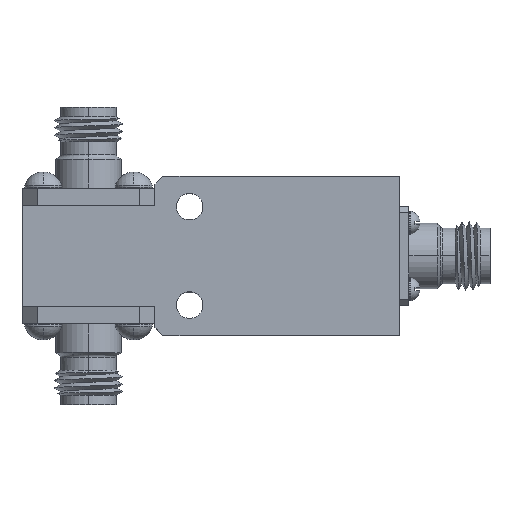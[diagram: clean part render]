
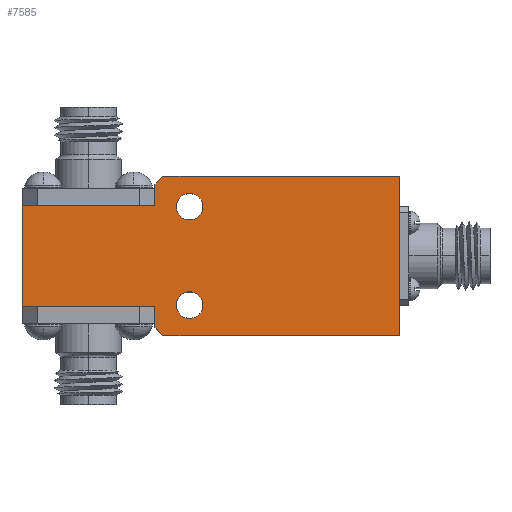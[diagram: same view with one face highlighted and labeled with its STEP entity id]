
A CAD part, top view. The second image highlights one B-rep face of the part: STEP entity #7585.
In plain terms, the highlighted planar face has unit normal (0, 0, 1).
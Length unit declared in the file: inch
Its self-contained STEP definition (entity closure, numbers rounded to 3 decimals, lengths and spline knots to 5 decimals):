
#78 = LINE ( 'NONE', #11753, #5090 ) ;
#95 = ORIENTED_EDGE ( 'NONE', *, *, #12599, .T. ) ;
#141 = EDGE_CURVE ( 'NONE', #4014, #6319, #11879, .T. ) ;
#297 = DIRECTION ( 'NONE',  ( -0.707, -0.707, 0. ) ) ;
#354 = VECTOR ( 'NONE', #6505, 39.37008 ) ;
#363 = EDGE_CURVE ( 'NONE', #11618, #419, #13646, .T. ) ;
#419 = VERTEX_POINT ( 'NONE', #12264 ) ;
#423 = EDGE_CURVE ( 'NONE', #4819, #14472, #8491, .T. ) ;
#529 = LINE ( 'NONE', #6816, #6254 ) ;
#788 = ORIENTED_EDGE ( 'NONE', *, *, #1431, .T. ) ;
#847 = VECTOR ( 'NONE', #6979, 39.37008 ) ;
#1431 = EDGE_CURVE ( 'NONE', #419, #14136, #78, .T. ) ;
#1571 = ORIENTED_EDGE ( 'NONE', *, *, #9591, .T. ) ;
#2044 = DIRECTION ( 'NONE',  ( -1., 0., 0. ) ) ;
#2262 = CARTESIAN_POINT ( 'NONE',  ( -0.71, 0.19, 0.5 ) ) ;
#2544 = ORIENTED_EDGE ( 'NONE', *, *, #141, .T. ) ;
#2571 = VERTEX_POINT ( 'NONE', #11474 ) ;
#2641 = CARTESIAN_POINT ( 'NONE',  ( -0.21, 0.19, 0.5 ) ) ;
#2667 = DIRECTION ( 'NONE',  ( 0., 0., 1. ) ) ;
#2783 = VERTEX_POINT ( 'NONE', #4410 ) ;
#2857 = ORIENTED_EDGE ( 'NONE', *, *, #8505, .T. ) ;
#2994 = LINE ( 'NONE', #3725, #14723 ) ;
#3186 = CIRCLE ( 'NONE', #3518, 0.05 ) ;
#3240 = CIRCLE ( 'NONE', #10658, 0.05 ) ;
#3287 = DIRECTION ( 'NONE',  ( 1., 0., 0. ) ) ;
#3518 = AXIS2_PLACEMENT_3D ( 'NONE', #5494, #13440, #7772 ) ;
#3642 = ORIENTED_EDGE ( 'NONE', *, *, #12298, .T. ) ;
#3644 = CARTESIAN_POINT ( 'NONE',  ( -0.71, 0.19, 0.5 ) ) ;
#3725 = CARTESIAN_POINT ( 'NONE',  ( -0.21, 0.19, 0.5 ) ) ;
#3913 = EDGE_CURVE ( 'NONE', #5588, #5642, #3240, .T. ) ;
#3933 = LINE ( 'NONE', #9899, #354 ) ;
#4014 = VERTEX_POINT ( 'NONE', #12176 ) ;
#4239 = CARTESIAN_POINT ( 'NONE',  ( -0.08, -0.185, 0.5 ) ) ;
#4354 = DIRECTION ( 'NONE',  ( 0., -1., 0. ) ) ;
#4400 = ORIENTED_EDGE ( 'NONE', *, *, #363, .T. ) ;
#4410 = CARTESIAN_POINT ( 'NONE',  ( -0.03, -0.185, 0.5 ) ) ;
#4442 = DIRECTION ( 'NONE',  ( 0., 0., 1. ) ) ;
#4445 = CARTESIAN_POINT ( 'NONE',  ( -0.08, 0.185, 0.5 ) ) ;
#4452 = FACE_OUTER_BOUND ( 'NONE', #4564, .T. ) ;
#4564 = EDGE_LOOP ( 'NONE', ( #1571, #95, #6130, #2857, #4400, #788, #3642, #12530, #10854, #2544 ) ) ;
#4614 = LINE ( 'NONE', #6533, #6192 ) ;
#4635 = DIRECTION ( 'NONE',  ( 0.707, -0.707, 0. ) ) ;
#4774 = ORIENTED_EDGE ( 'NONE', *, *, #10091, .F. ) ;
#4819 = VERTEX_POINT ( 'NONE', #14712 ) ;
#4821 = CIRCLE ( 'NONE', #6922, 0.05 ) ;
#4953 = DIRECTION ( 'NONE',  ( 1., 0., 0. ) ) ;
#5090 = VECTOR ( 'NONE', #4953, 39.37008 ) ;
#5107 = VECTOR ( 'NONE', #4354, 39.37008 ) ;
#5149 = FACE_BOUND ( 'NONE', #7125, .T. ) ;
#5494 = CARTESIAN_POINT ( 'NONE',  ( -0.08, -0.185, 0.5 ) ) ;
#5588 = VERTEX_POINT ( 'NONE', #14192 ) ;
#5642 = VERTEX_POINT ( 'NONE', #14113 ) ;
#5844 = DIRECTION ( 'NONE',  ( 1., 0., 0. ) ) ;
#6130 = ORIENTED_EDGE ( 'NONE', *, *, #14346, .T. ) ;
#6170 = ORIENTED_EDGE ( 'NONE', *, *, #8452, .F. ) ;
#6192 = VECTOR ( 'NONE', #2044, 39.37008 ) ;
#6254 = VECTOR ( 'NONE', #13667, 39.37008 ) ;
#6319 = VERTEX_POINT ( 'NONE', #14609 ) ;
#6351 = EDGE_CURVE ( 'NONE', #7390, #2783, #4821, .T. ) ;
#6365 = CARTESIAN_POINT ( 'NONE',  ( -0.18, -0.3, 0.5 ) ) ;
#6505 = DIRECTION ( 'NONE',  ( 0., -1., 0. ) ) ;
#6530 = VERTEX_POINT ( 'NONE', #9013 ) ;
#6533 = CARTESIAN_POINT ( 'NONE',  ( 0.71, 0.3, 0.5 ) ) ;
#6816 = CARTESIAN_POINT ( 'NONE',  ( -0.21, -0.3, 0.5 ) ) ;
#6922 = AXIS2_PLACEMENT_3D ( 'NONE', #4239, #12202, #13336 ) ;
#6979 = DIRECTION ( 'NONE',  ( -1., 0., 0. ) ) ;
#7125 = EDGE_LOOP ( 'NONE', ( #6170, #12237 ) ) ;
#7390 = VERTEX_POINT ( 'NONE', #13488 ) ;
#7510 = VERTEX_POINT ( 'NONE', #2641 ) ;
#7585 = ADVANCED_FACE ( 'NONE', ( #14384, #5149, #4452 ), #9057, .T. ) ;
#7772 = DIRECTION ( 'NONE',  ( 1., 0., 0. ) ) ;
#8148 = CIRCLE ( 'NONE', #11528, 0.05 ) ;
#8452 = EDGE_CURVE ( 'NONE', #2783, #7390, #3186, .T. ) ;
#8491 = LINE ( 'NONE', #11466, #14000 ) ;
#8505 = EDGE_CURVE ( 'NONE', #7510, #11618, #13671, .T. ) ;
#8946 = AXIS2_PLACEMENT_3D ( 'NONE', #11378, #4442, #3287 ) ;
#9013 = CARTESIAN_POINT ( 'NONE',  ( -0.18, 0.3, 0.5 ) ) ;
#9057 = PLANE ( 'NONE',  #8946 ) ;
#9353 = DIRECTION ( 'NONE',  ( 0., 1., 0. ) ) ;
#9456 = LINE ( 'NONE', #11662, #10678 ) ;
#9591 = EDGE_CURVE ( 'NONE', #6319, #6530, #4614, .T. ) ;
#9899 = CARTESIAN_POINT ( 'NONE',  ( -0.21, -0.19, 0.5 ) ) ;
#10091 = EDGE_CURVE ( 'NONE', #5642, #5588, #8148, .T. ) ;
#10645 = EDGE_CURVE ( 'NONE', #14472, #4014, #529, .T. ) ;
#10658 = AXIS2_PLACEMENT_3D ( 'NONE', #11765, #2667, #5844 ) ;
#10678 = VECTOR ( 'NONE', #297, 39.37008 ) ;
#10854 = ORIENTED_EDGE ( 'NONE', *, *, #10645, .T. ) ;
#11208 = CARTESIAN_POINT ( 'NONE',  ( -0.71, 0.19, 0.5 ) ) ;
#11249 = CARTESIAN_POINT ( 'NONE',  ( -0.21, -0.19, 0.5 ) ) ;
#11378 = CARTESIAN_POINT ( 'NONE',  ( 0., 0., 0.5 ) ) ;
#11466 = CARTESIAN_POINT ( 'NONE',  ( -0.24, -0.24, 0.5 ) ) ;
#11474 = CARTESIAN_POINT ( 'NONE',  ( -0.21, 0.27, 0.5 ) ) ;
#11528 = AXIS2_PLACEMENT_3D ( 'NONE', #4445, #12395, #13525 ) ;
#11618 = VERTEX_POINT ( 'NONE', #3644 ) ;
#11662 = CARTESIAN_POINT ( 'NONE',  ( -0.24, 0.24, 0.5 ) ) ;
#11678 = DIRECTION ( 'NONE',  ( 0., -1., 0. ) ) ;
#11753 = CARTESIAN_POINT ( 'NONE',  ( -0.71, -0.19, 0.5 ) ) ;
#11765 = CARTESIAN_POINT ( 'NONE',  ( -0.08, 0.185, 0.5 ) ) ;
#11879 = LINE ( 'NONE', #12768, #13659 ) ;
#12176 = CARTESIAN_POINT ( 'NONE',  ( 0.71, -0.3, 0.5 ) ) ;
#12202 = DIRECTION ( 'NONE',  ( 0., 0., 1. ) ) ;
#12237 = ORIENTED_EDGE ( 'NONE', *, *, #6351, .F. ) ;
#12264 = CARTESIAN_POINT ( 'NONE',  ( -0.71, -0.19, 0.5 ) ) ;
#12298 = EDGE_CURVE ( 'NONE', #14136, #4819, #3933, .T. ) ;
#12395 = DIRECTION ( 'NONE',  ( 0., 0., 1. ) ) ;
#12530 = ORIENTED_EDGE ( 'NONE', *, *, #423, .T. ) ;
#12599 = EDGE_CURVE ( 'NONE', #6530, #2571, #9456, .T. ) ;
#12768 = CARTESIAN_POINT ( 'NONE',  ( 0.71, -0.3, 0.5 ) ) ;
#12965 = EDGE_LOOP ( 'NONE', ( #13263, #4774 ) ) ;
#13263 = ORIENTED_EDGE ( 'NONE', *, *, #3913, .F. ) ;
#13336 = DIRECTION ( 'NONE',  ( 1., 0., 0. ) ) ;
#13440 = DIRECTION ( 'NONE',  ( 0., 0., 1. ) ) ;
#13488 = CARTESIAN_POINT ( 'NONE',  ( -0.13, -0.185, 0.5 ) ) ;
#13525 = DIRECTION ( 'NONE',  ( 1., 0., 0. ) ) ;
#13646 = LINE ( 'NONE', #11208, #5107 ) ;
#13659 = VECTOR ( 'NONE', #9353, 39.37008 ) ;
#13667 = DIRECTION ( 'NONE',  ( 1., 0., 0. ) ) ;
#13671 = LINE ( 'NONE', #2262, #847 ) ;
#14000 = VECTOR ( 'NONE', #4635, 39.37008 ) ;
#14113 = CARTESIAN_POINT ( 'NONE',  ( -0.13, 0.185, 0.5 ) ) ;
#14136 = VERTEX_POINT ( 'NONE', #11249 ) ;
#14192 = CARTESIAN_POINT ( 'NONE',  ( -0.03, 0.185, 0.5 ) ) ;
#14346 = EDGE_CURVE ( 'NONE', #2571, #7510, #2994, .T. ) ;
#14384 = FACE_BOUND ( 'NONE', #12965, .T. ) ;
#14472 = VERTEX_POINT ( 'NONE', #6365 ) ;
#14609 = CARTESIAN_POINT ( 'NONE',  ( 0.71, 0.3, 0.5 ) ) ;
#14712 = CARTESIAN_POINT ( 'NONE',  ( -0.21, -0.27, 0.5 ) ) ;
#14723 = VECTOR ( 'NONE', #11678, 39.37008 ) ;
